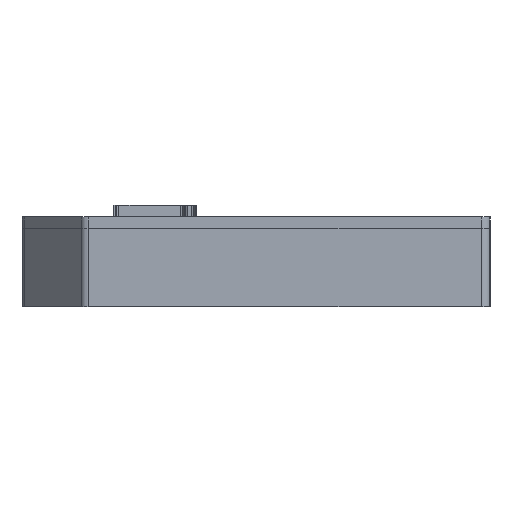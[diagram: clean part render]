
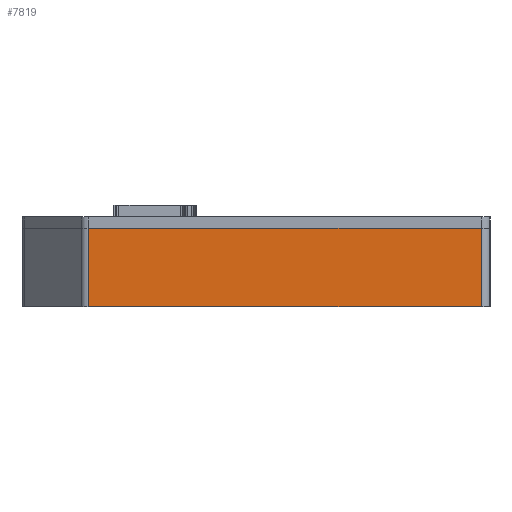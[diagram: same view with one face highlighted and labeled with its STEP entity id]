
A CAD part, left-side view. The second image highlights one B-rep face of the part: STEP entity #7819.
In plain terms, the highlighted planar face has unit normal (-1, 0, 0).
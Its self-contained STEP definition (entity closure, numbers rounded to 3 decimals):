
#552=PLANE('',#8306);
#738=FACE_OUTER_BOUND('',#1165,.T.);
#1165=EDGE_LOOP('',(#5510,#5511,#5512,#5513));
#1766=LINE('',#10915,#2450);
#1771=LINE('',#10927,#2455);
#1790=LINE('',#10990,#2474);
#1791=LINE('',#10992,#2475);
#2450=VECTOR('',#9001,10.);
#2455=VECTOR('',#9012,10.);
#2474=VECTOR('',#9071,10.);
#2475=VECTOR('',#9074,10.);
#3419=VERTEX_POINT('',#10912);
#3420=VERTEX_POINT('',#10914);
#3424=VERTEX_POINT('',#10926);
#3447=VERTEX_POINT('',#10986);
#4219=EDGE_CURVE('',#3419,#3420,#1766,.T.);
#4225=EDGE_CURVE('',#3420,#3424,#1771,.T.);
#4257=EDGE_CURVE('',#3424,#3447,#1790,.T.);
#4258=EDGE_CURVE('',#3447,#3419,#1791,.T.);
#5510=ORIENTED_EDGE('',*,*,#4219,.F.);
#5511=ORIENTED_EDGE('',*,*,#4258,.F.);
#5512=ORIENTED_EDGE('',*,*,#4257,.F.);
#5513=ORIENTED_EDGE('',*,*,#4225,.F.);
#7819=ADVANCED_FACE('',(#738),#552,.T.);
#8306=AXIS2_PLACEMENT_3D('',#10991,#9072,#9073);
#9001=DIRECTION('',(0.,0.,-1.));
#9012=DIRECTION('',(0.,1.,0.));
#9071=DIRECTION('',(0.,0.,1.));
#9072=DIRECTION('center_axis',(-1.,0.,0.));
#9073=DIRECTION('ref_axis',(0.,-1.,0.));
#9074=DIRECTION('',(0.,-1.,0.));
#10912=CARTESIAN_POINT('',(-10.,-72.,27.));
#10914=CARTESIAN_POINT('',(-10.,-72.,0.));
#10915=CARTESIAN_POINT('',(-10.,-72.,0.));
#10926=CARTESIAN_POINT('',(-10.,63.601,0.));
#10927=CARTESIAN_POINT('',(-10.,-75.,0.));
#10986=CARTESIAN_POINT('',(-10.,63.601,27.));
#10990=CARTESIAN_POINT('',(-10.,63.601,0.));
#10991=CARTESIAN_POINT('Origin',(-10.,65.,0.));
#10992=CARTESIAN_POINT('',(-10.,-75.,27.));
